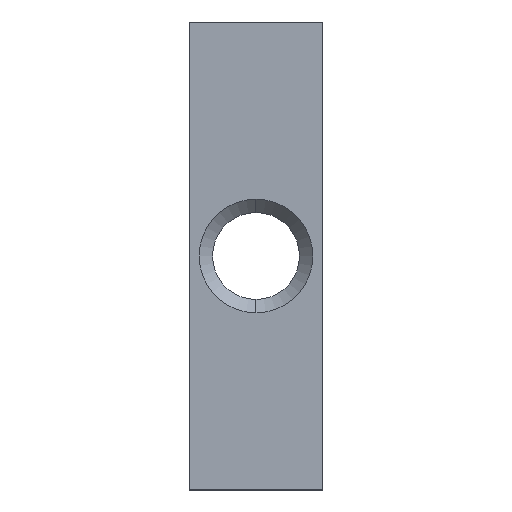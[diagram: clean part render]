
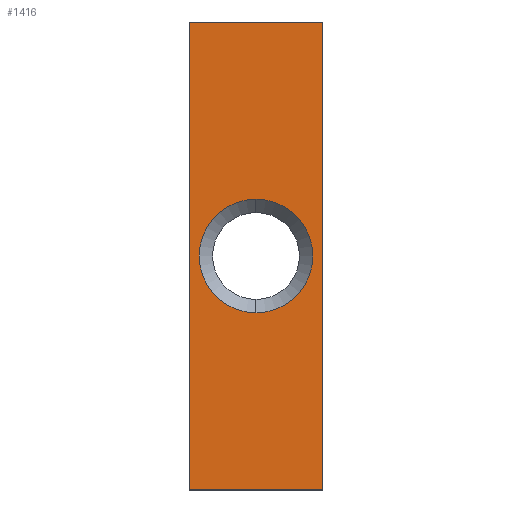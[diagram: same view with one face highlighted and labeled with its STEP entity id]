
A CAD part, left-side view. The second image highlights one B-rep face of the part: STEP entity #1416.
In plain terms, the highlighted planar face has unit normal (-1, 0, 0).
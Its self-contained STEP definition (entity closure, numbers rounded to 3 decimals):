
#10 = VERTEX_POINT ( 'NONE', #1200 ) ;
#49 = DIRECTION ( 'NONE',  ( 0., 0., 1. ) ) ;
#68 = CARTESIAN_POINT ( 'NONE',  ( -90., -5., -17.5 ) ) ;
#72 = DIRECTION ( 'NONE',  ( 0., 0., -1. ) ) ;
#81 = CARTESIAN_POINT ( 'NONE',  ( -90., -5., -17.5 ) ) ;
#120 = CARTESIAN_POINT ( 'NONE',  ( -90., 0., 0. ) ) ;
#142 = FACE_BOUND ( 'NONE', #1502, .T. ) ;
#157 = PLANE ( 'NONE',  #1014 ) ;
#160 = CARTESIAN_POINT ( 'NONE',  ( -90., 5., -17.5 ) ) ;
#173 = DIRECTION ( 'NONE',  ( 1., 0., 0. ) ) ;
#195 = VERTEX_POINT ( 'NONE', #1496 ) ;
#203 = AXIS2_PLACEMENT_3D ( 'NONE', #507, #242, #253 ) ;
#214 = ORIENTED_EDGE ( 'NONE', *, *, #871, .T. ) ;
#242 = DIRECTION ( 'NONE',  ( 1., 0., 0. ) ) ;
#246 = EDGE_CURVE ( 'NONE', #496, #400, #309, .T. ) ;
#253 = DIRECTION ( 'NONE',  ( 0., 0., -1. ) ) ;
#306 = AXIS2_PLACEMENT_3D ( 'NONE', #120, #345, #449 ) ;
#309 = LINE ( 'NONE', #1423, #600 ) ;
#345 = DIRECTION ( 'NONE',  ( 1., 0., 0. ) ) ;
#400 = VERTEX_POINT ( 'NONE', #81 ) ;
#432 = VECTOR ( 'NONE', #49, 1000. ) ;
#449 = DIRECTION ( 'NONE',  ( 0., 0., -1. ) ) ;
#496 = VERTEX_POINT ( 'NONE', #847 ) ;
#507 = CARTESIAN_POINT ( 'NONE',  ( -90., 0., 0. ) ) ;
#524 = DIRECTION ( 'NONE',  ( 0., 0., 1. ) ) ;
#529 = VECTOR ( 'NONE', #792, 1000. ) ;
#572 = EDGE_CURVE ( 'NONE', #400, #1199, #1514, .T. ) ;
#591 = EDGE_CURVE ( 'NONE', #1397, #1199, #1370, .T. ) ;
#600 = VECTOR ( 'NONE', #1530, 1000. ) ;
#601 = CARTESIAN_POINT ( 'NONE',  ( -90., 5., 17.5 ) ) ;
#609 = FACE_OUTER_BOUND ( 'NONE', #881, .T. ) ;
#635 = EDGE_CURVE ( 'NONE', #10, #195, #1179, .T. ) ;
#697 = ORIENTED_EDGE ( 'NONE', *, *, #246, .T. ) ;
#756 = CIRCLE ( 'NONE', #203, 4.25 ) ;
#790 = ORIENTED_EDGE ( 'NONE', *, *, #635, .T. ) ;
#792 = DIRECTION ( 'NONE',  ( 0., -1., 0. ) ) ;
#826 = CARTESIAN_POINT ( 'NONE',  ( -90., -5., 17.5 ) ) ;
#828 = ORIENTED_EDGE ( 'NONE', *, *, #591, .F. ) ;
#836 = ORIENTED_EDGE ( 'NONE', *, *, #955, .F. ) ;
#847 = CARTESIAN_POINT ( 'NONE',  ( -90., 5., -17.5 ) ) ;
#871 = EDGE_CURVE ( 'NONE', #195, #10, #756, .T. ) ;
#881 = EDGE_LOOP ( 'NONE', ( #1080, #828, #836, #697 ) ) ;
#900 = CARTESIAN_POINT ( 'NONE',  ( -90., 5., 17.5 ) ) ;
#955 = EDGE_CURVE ( 'NONE', #496, #1397, #1464, .T. ) ;
#1014 = AXIS2_PLACEMENT_3D ( 'NONE', #1481, #173, #72 ) ;
#1080 = ORIENTED_EDGE ( 'NONE', *, *, #572, .T. ) ;
#1179 = CIRCLE ( 'NONE', #306, 4.25 ) ;
#1199 = VERTEX_POINT ( 'NONE', #826 ) ;
#1200 = CARTESIAN_POINT ( 'NONE',  ( -90., 0., 4.25 ) ) ;
#1370 = LINE ( 'NONE', #900, #529 ) ;
#1397 = VERTEX_POINT ( 'NONE', #601 ) ;
#1416 = ADVANCED_FACE ( 'NONE', ( #142, #609 ), #157, .F. ) ;
#1423 = CARTESIAN_POINT ( 'NONE',  ( -90., 5., -17.5 ) ) ;
#1464 = LINE ( 'NONE', #160, #432 ) ;
#1465 = VECTOR ( 'NONE', #524, 1000. ) ;
#1481 = CARTESIAN_POINT ( 'NONE',  ( -90., 5., -17.5 ) ) ;
#1496 = CARTESIAN_POINT ( 'NONE',  ( -90., 0., -4.25 ) ) ;
#1502 = EDGE_LOOP ( 'NONE', ( #790, #214 ) ) ;
#1514 = LINE ( 'NONE', #68, #1465 ) ;
#1530 = DIRECTION ( 'NONE',  ( 0., -1., 0. ) ) ;
